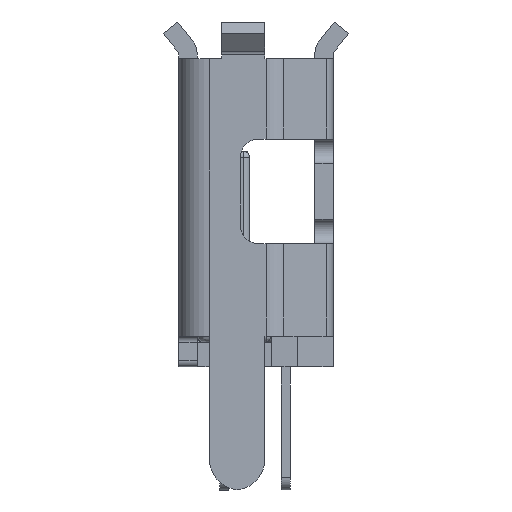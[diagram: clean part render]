
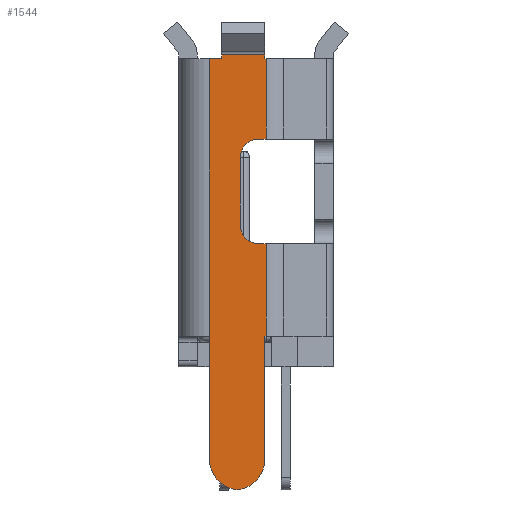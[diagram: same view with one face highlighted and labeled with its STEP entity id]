
A CAD part, left-side view. The second image highlights one B-rep face of the part: STEP entity #1544.
In plain terms, the highlighted planar face has unit normal (-1, 0, 0).
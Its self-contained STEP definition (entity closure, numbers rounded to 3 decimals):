
#230 = CARTESIAN_POINT ( 'NONE',  ( -3.75, 0.5, 0.5 ) ) ;
#323 = VERTEX_POINT ( 'NONE', #3219 ) ;
#330 = ORIENTED_EDGE ( 'NONE', *, *, #2320, .T. ) ;
#354 = DIRECTION ( 'NONE',  ( 0., 0., 1. ) ) ;
#399 = VERTEX_POINT ( 'NONE', #2420 ) ;
#580 = CARTESIAN_POINT ( 'NONE',  ( -3.75, 1.81, 5.065 ) ) ;
#587 = LINE ( 'NONE', #1774, #9778 ) ;
#703 = EDGE_CURVE ( 'NONE', #399, #10840, #10064, .T. ) ;
#848 = VECTOR ( 'NONE', #3927, 1000. ) ;
#901 = DIRECTION ( 'NONE',  ( -1., 0., 0. ) ) ;
#1294 = ORIENTED_EDGE ( 'NONE', *, *, #703, .F. ) ;
#1296 = CARTESIAN_POINT ( 'NONE',  ( -3.75, 2.01, 0.5 ) ) ;
#1300 = VECTOR ( 'NONE', #3608, 1000. ) ;
#1311 = VERTEX_POINT ( 'NONE', #8974 ) ;
#1378 = EDGE_CURVE ( 'NONE', #9793, #5456, #587, .T. ) ;
#1449 = CARTESIAN_POINT ( 'NONE',  ( -3.75, 1.091, 0.5 ) ) ;
#1452 = VERTEX_POINT ( 'NONE', #7180 ) ;
#1544 = ADVANCED_FACE ( 'NONE', ( #3117 ), #3748, .T. ) ;
#1621 = DIRECTION ( 'NONE',  ( 0., 1., 0. ) ) ;
#1628 = EDGE_CURVE ( 'NONE', #6298, #3037, #8339, .T. ) ;
#1635 = VERTEX_POINT ( 'NONE', #1449 ) ;
#1716 = LINE ( 'NONE', #5690, #6559 ) ;
#1774 = CARTESIAN_POINT ( 'NONE',  ( -3.75, 0.5, 5. ) ) ;
#1806 = VECTOR ( 'NONE', #11013, 1000. ) ;
#2030 = VECTOR ( 'NONE', #2057, 1000. ) ;
#2031 = CARTESIAN_POINT ( 'NONE',  ( -3.75, 1.11, -1.5 ) ) ;
#2043 = VERTEX_POINT ( 'NONE', #7247 ) ;
#2057 = DIRECTION ( 'NONE',  ( 0., 1., 0. ) ) ;
#2096 = CARTESIAN_POINT ( 'NONE',  ( -3.75, 0.5, 3.7 ) ) ;
#2113 = VECTOR ( 'NONE', #3707, 1000. ) ;
#2154 = ORIENTED_EDGE ( 'NONE', *, *, #3743, .T. ) ;
#2233 = EDGE_CURVE ( 'NONE', #6874, #2353, #4412, .T. ) ;
#2320 = EDGE_CURVE ( 'NONE', #2631, #2043, #8764, .T. ) ;
#2342 = ORIENTED_EDGE ( 'NONE', *, *, #6172, .F. ) ;
#2345 = ORIENTED_EDGE ( 'NONE', *, *, #7001, .T. ) ;
#2353 = VERTEX_POINT ( 'NONE', #9334 ) ;
#2355 = DIRECTION ( 'NONE',  ( 0., 0., 1. ) ) ;
#2420 = CARTESIAN_POINT ( 'NONE',  ( -3.75, 2.01, -1.5 ) ) ;
#2471 = CIRCLE ( 'NONE', #10865, 0.3 ) ;
#2631 = VERTEX_POINT ( 'NONE', #2031 ) ;
#2750 = VERTEX_POINT ( 'NONE', #9232 ) ;
#2756 = DIRECTION ( 'NONE',  ( 0., 0., 1. ) ) ;
#2960 = DIRECTION ( 'NONE',  ( 0., -1., 0. ) ) ;
#3032 = ORIENTED_EDGE ( 'NONE', *, *, #10669, .T. ) ;
#3037 = VERTEX_POINT ( 'NONE', #580 ) ;
#3117 = FACE_OUTER_BOUND ( 'NONE', #4393, .T. ) ;
#3219 = CARTESIAN_POINT ( 'NONE',  ( -3.75, 1.56, -1.997 ) ) ;
#3404 = LINE ( 'NONE', #11479, #7813 ) ;
#3608 = DIRECTION ( 'NONE',  ( 0., 0., 1. ) ) ;
#3707 = DIRECTION ( 'NONE',  ( 0., 1., 0. ) ) ;
#3743 = EDGE_CURVE ( 'NONE', #6056, #6571, #4366, .T. ) ;
#3748 = PLANE ( 'NONE',  #4377 ) ;
#3927 = DIRECTION ( 'NONE',  ( 0., 0., 1. ) ) ;
#3983 = LINE ( 'NONE', #10825, #1300 ) ;
#4062 = CARTESIAN_POINT ( 'NONE',  ( -3.75, 1.51, 5.1 ) ) ;
#4139 = LINE ( 'NONE', #2096, #6202 ) ;
#4150 = ORIENTED_EDGE ( 'NONE', *, *, #9854, .T. ) ;
#4207 = CARTESIAN_POINT ( 'NONE',  ( -3.75, 1.21, 2.3 ) ) ;
#4366 = LINE ( 'NONE', #4062, #8218 ) ;
#4377 = AXIS2_PLACEMENT_3D ( 'NONE', #5495, #7253, #7288 ) ;
#4393 = EDGE_LOOP ( 'NONE', ( #6465, #6338, #330, #8815, #8458, #9251, #4801, #2154, #10583, #3032, #4150, #5775, #9218, #5549, #8726, #2345, #2342, #1294 ) ) ;
#4412 = LINE ( 'NONE', #4705, #2030 ) ;
#4499 = DIRECTION ( 'NONE',  ( 0., 0., 1. ) ) ;
#4518 = CARTESIAN_POINT ( 'NONE',  ( -3.75, 1.81, 5.1 ) ) ;
#4667 = VECTOR ( 'NONE', #5394, 1000. ) ;
#4705 = CARTESIAN_POINT ( 'NONE',  ( -3.75, 0.5, 2. ) ) ;
#4756 = CARTESIAN_POINT ( 'NONE',  ( -3.75, 1.11, -2. ) ) ;
#4775 = DIRECTION ( 'NONE',  ( 1., 0., 0. ) ) ;
#4801 = ORIENTED_EDGE ( 'NONE', *, *, #10965, .T. ) ;
#4843 = DIRECTION ( 'NONE',  ( 0., 0., 1. ) ) ;
#4951 = CIRCLE ( 'NONE', #6866, 0.5 ) ;
#5011 = CIRCLE ( 'NONE', #7218, 0.5 ) ;
#5042 = CARTESIAN_POINT ( 'NONE',  ( -3.75, 1.091, 2. ) ) ;
#5171 = DIRECTION ( 'NONE',  ( 0., 0., 1. ) ) ;
#5226 = EDGE_CURVE ( 'NONE', #2043, #1635, #7497, .T. ) ;
#5394 = DIRECTION ( 'NONE',  ( 0., 0., -1. ) ) ;
#5456 = VERTEX_POINT ( 'NONE', #10380 ) ;
#5495 = CARTESIAN_POINT ( 'NONE',  ( -3.75, 0.5, 5.1 ) ) ;
#5549 = ORIENTED_EDGE ( 'NONE', *, *, #1628, .T. ) ;
#5574 = VECTOR ( 'NONE', #2355, 1000. ) ;
#5690 = CARTESIAN_POINT ( 'NONE',  ( -3.75, 1.11, 5.1 ) ) ;
#5775 = ORIENTED_EDGE ( 'NONE', *, *, #1378, .T. ) ;
#6039 = CARTESIAN_POINT ( 'NONE',  ( -3.75, 1.51, 2.3 ) ) ;
#6056 = VERTEX_POINT ( 'NONE', #6039 ) ;
#6170 = VECTOR ( 'NONE', #4843, 1000. ) ;
#6172 = EDGE_CURVE ( 'NONE', #10840, #1311, #10342, .T. ) ;
#6202 = VECTOR ( 'NONE', #2960, 1000. ) ;
#6231 = CARTESIAN_POINT ( 'NONE',  ( -3.75, 1.61, -1.5 ) ) ;
#6298 = VERTEX_POINT ( 'NONE', #7886 ) ;
#6338 = ORIENTED_EDGE ( 'NONE', *, *, #9380, .T. ) ;
#6465 = ORIENTED_EDGE ( 'NONE', *, *, #7893, .T. ) ;
#6517 = CARTESIAN_POINT ( 'NONE',  ( -3.75, 1.21, 3.4 ) ) ;
#6559 = VECTOR ( 'NONE', #7592, 1000. ) ;
#6571 = VERTEX_POINT ( 'NONE', #8065 ) ;
#6588 = VERTEX_POINT ( 'NONE', #8804 ) ;
#6723 = VECTOR ( 'NONE', #2756, 1000. ) ;
#6845 = EDGE_CURVE ( 'NONE', #1635, #6874, #8514, .T. ) ;
#6866 = AXIS2_PLACEMENT_3D ( 'NONE', #6231, #901, #8006 ) ;
#6874 = VERTEX_POINT ( 'NONE', #5042 ) ;
#7001 = EDGE_CURVE ( 'NONE', #1452, #1311, #3404, .T. ) ;
#7062 = CARTESIAN_POINT ( 'NONE',  ( -3.75, 1.51, -1.5 ) ) ;
#7180 = CARTESIAN_POINT ( 'NONE',  ( -3.75, 1.81, 5. ) ) ;
#7218 = AXIS2_PLACEMENT_3D ( 'NONE', #7062, #8864, #4499 ) ;
#7247 = CARTESIAN_POINT ( 'NONE',  ( -3.75, 1.11, 0.5 ) ) ;
#7253 = DIRECTION ( 'NONE',  ( -1., 0., 0. ) ) ;
#7288 = DIRECTION ( 'NONE',  ( 0., 0., 1. ) ) ;
#7497 = LINE ( 'NONE', #230, #1806 ) ;
#7592 = DIRECTION ( 'NONE',  ( 0., 0., 1. ) ) ;
#7813 = VECTOR ( 'NONE', #1621, 1000. ) ;
#7886 = CARTESIAN_POINT ( 'NONE',  ( -3.75, 1.11, 5.065 ) ) ;
#7893 = EDGE_CURVE ( 'NONE', #399, #323, #5011, .T. ) ;
#7897 = AXIS2_PLACEMENT_3D ( 'NONE', #6517, #4775, #11025 ) ;
#7999 = CIRCLE ( 'NONE', #7897, 0.3 ) ;
#8006 = DIRECTION ( 'NONE',  ( 0., 0., 1. ) ) ;
#8065 = CARTESIAN_POINT ( 'NONE',  ( -3.75, 1.51, 3.4 ) ) ;
#8218 = VECTOR ( 'NONE', #354, 1000. ) ;
#8339 = LINE ( 'NONE', #8983, #2113 ) ;
#8441 = CARTESIAN_POINT ( 'NONE',  ( -3.75, 1.091, 5.1 ) ) ;
#8458 = ORIENTED_EDGE ( 'NONE', *, *, #6845, .T. ) ;
#8514 = LINE ( 'NONE', #8441, #6170 ) ;
#8726 = ORIENTED_EDGE ( 'NONE', *, *, #9832, .T. ) ;
#8764 = LINE ( 'NONE', #4756, #848 ) ;
#8804 = CARTESIAN_POINT ( 'NONE',  ( -3.75, 1.21, 3.7 ) ) ;
#8815 = ORIENTED_EDGE ( 'NONE', *, *, #5226, .T. ) ;
#8864 = DIRECTION ( 'NONE',  ( -1., 0., 0. ) ) ;
#8965 = CARTESIAN_POINT ( 'NONE',  ( -3.75, 2.01, -2. ) ) ;
#8974 = CARTESIAN_POINT ( 'NONE',  ( -3.75, 2.01, 5. ) ) ;
#8983 = CARTESIAN_POINT ( 'NONE',  ( -3.75, 0.5, 5.065 ) ) ;
#9218 = ORIENTED_EDGE ( 'NONE', *, *, #10156, .T. ) ;
#9232 = CARTESIAN_POINT ( 'NONE',  ( -3.75, 1.091, 3.7 ) ) ;
#9251 = ORIENTED_EDGE ( 'NONE', *, *, #2233, .T. ) ;
#9334 = CARTESIAN_POINT ( 'NONE',  ( -3.75, 1.21, 2. ) ) ;
#9380 = EDGE_CURVE ( 'NONE', #323, #2631, #4951, .T. ) ;
#9527 = EDGE_CURVE ( 'NONE', #6571, #6588, #7999, .T. ) ;
#9742 = DIRECTION ( 'NONE',  ( 0., 1., 0. ) ) ;
#9752 = CARTESIAN_POINT ( 'NONE',  ( -3.75, 1.091, 5. ) ) ;
#9778 = VECTOR ( 'NONE', #9742, 1000. ) ;
#9793 = VERTEX_POINT ( 'NONE', #9752 ) ;
#9832 = EDGE_CURVE ( 'NONE', #3037, #1452, #11080, .T. ) ;
#9854 = EDGE_CURVE ( 'NONE', #2750, #9793, #3983, .T. ) ;
#10064 = LINE ( 'NONE', #8965, #6723 ) ;
#10156 = EDGE_CURVE ( 'NONE', #5456, #6298, #1716, .T. ) ;
#10342 = LINE ( 'NONE', #11222, #5574 ) ;
#10380 = CARTESIAN_POINT ( 'NONE',  ( -3.75, 1.11, 5. ) ) ;
#10583 = ORIENTED_EDGE ( 'NONE', *, *, #9527, .T. ) ;
#10669 = EDGE_CURVE ( 'NONE', #6588, #2750, #4139, .T. ) ;
#10825 = CARTESIAN_POINT ( 'NONE',  ( -3.75, 1.091, 5.1 ) ) ;
#10840 = VERTEX_POINT ( 'NONE', #1296 ) ;
#10865 = AXIS2_PLACEMENT_3D ( 'NONE', #4207, #11297, #5171 ) ;
#10965 = EDGE_CURVE ( 'NONE', #2353, #6056, #2471, .T. ) ;
#11013 = DIRECTION ( 'NONE',  ( 0., -1., 0. ) ) ;
#11025 = DIRECTION ( 'NONE',  ( 0., 0., 1. ) ) ;
#11080 = LINE ( 'NONE', #4518, #4667 ) ;
#11222 = CARTESIAN_POINT ( 'NONE',  ( -3.75, 2.01, 5.1 ) ) ;
#11297 = DIRECTION ( 'NONE',  ( 1., 0., 0. ) ) ;
#11479 = CARTESIAN_POINT ( 'NONE',  ( -3.75, 0.5, 5. ) ) ;
